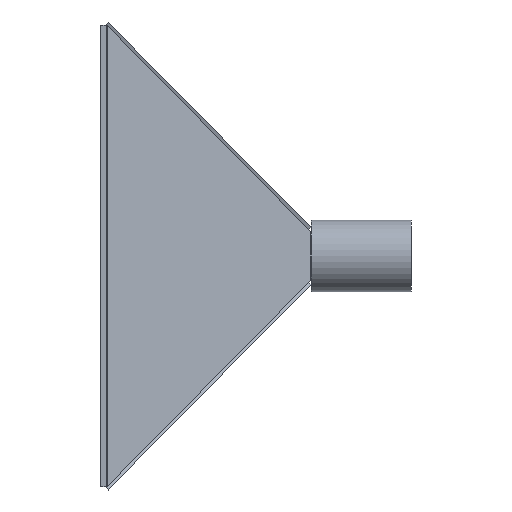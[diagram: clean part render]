
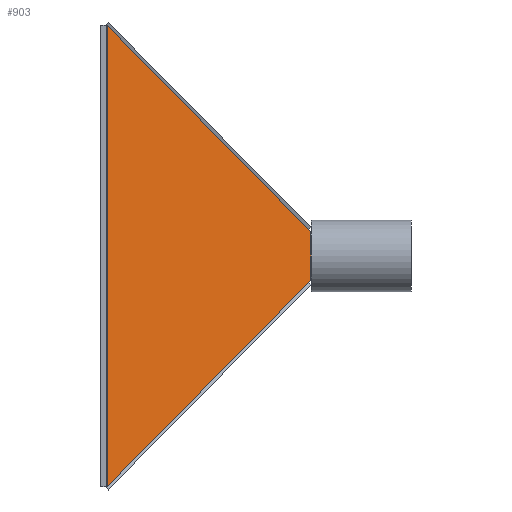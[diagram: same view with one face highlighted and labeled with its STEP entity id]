
A CAD part, left-side view. The second image highlights one B-rep face of the part: STEP entity #903.
In plain terms, the highlighted face is planar.
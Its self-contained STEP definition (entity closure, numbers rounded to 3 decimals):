
#90 = LINE ( 'NONE', #91, #92 ) ;
#91 = CARTESIAN_POINT ( 'NONE',  ( -59.779, -71.242, -80.5 ) ) ;
#92 = VECTOR ( 'NONE', #93, 1000. ) ;
#93 = DIRECTION ( 'NONE',  ( 0., 0., -1. ) ) ;
#94 = LINE ( 'NONE', #95, #96 ) ;
#95 = CARTESIAN_POINT ( 'NONE',  ( -0.083, -0.099, -80.666 ) ) ;
#96 = VECTOR ( 'NONE', #97, 1000. ) ;
#97 = DIRECTION ( 'NONE',  ( 0.508, 0.605, -0.614 ) ) ;
#128 = EDGE_CURVE ( 'NONE', #818, #844, #94, .T. ) ;
#157 = LINE ( 'NONE', #158, #159 ) ;
#158 = CARTESIAN_POINT ( 'NONE',  ( -50.224, -59.855, 20.051 ) ) ;
#159 = VECTOR ( 'NONE', #160, 1000. ) ;
#160 = DIRECTION ( 'NONE',  ( -0.508, -0.605, -0.614 ) ) ;
#213 = FACE_OUTER_BOUND ( 'NONE', #815, .T. ) ;
#214 = PLANE ( 'NONE',  #215 ) ;
#215 = AXIS2_PLACEMENT_3D ( 'NONE', #216, #217, #219 ) ;
#216 = CARTESIAN_POINT ( 'NONE',  ( 0., 0., -80.5 ) ) ;
#217 = DIRECTION ( 'NONE',  ( -0.766, 0.643, 0. ) ) ;
#219 = DIRECTION ( 'NONE',  ( -0.643, -0.766, 0. ) ) ;
#266 = CARTESIAN_POINT ( 'NONE',  ( -59.779, -71.242, 8.5 ) ) ;
#385 = CARTESIAN_POINT ( 'NONE',  ( -0.221, -0.263, 80.5 ) ) ;
#402 = CARTESIAN_POINT ( 'NONE',  ( -59.779, -71.242, -8.5 ) ) ;
#494 = CARTESIAN_POINT ( 'NONE',  ( -0.221, -0.263, -80.5 ) ) ;
#507 = LINE ( 'NONE', #509, #510 ) ;
#509 = CARTESIAN_POINT ( 'NONE',  ( -0.221, -0.263, 80.5 ) ) ;
#510 = VECTOR ( 'NONE', #511, 1000. ) ;
#511 = DIRECTION ( 'NONE',  ( 0., 0., -1. ) ) ;
#558 = ORIENTED_EDGE ( 'NONE', *, *, #934, .F. ) ;
#733 = ORIENTED_EDGE ( 'NONE', *, *, #769, .T. ) ;
#758 = EDGE_CURVE ( 'NONE', #792, #818, #90, .T. ) ;
#769 = EDGE_CURVE ( 'NONE', #922, #792, #157, .T. ) ;
#792 = VERTEX_POINT ( 'NONE', #266 ) ;
#815 = EDGE_LOOP ( 'NONE', ( #948, #859, #558, #733 ) ) ;
#818 = VERTEX_POINT ( 'NONE', #402 ) ;
#844 = VERTEX_POINT ( 'NONE', #494 ) ;
#859 = ORIENTED_EDGE ( 'NONE', *, *, #128, .T. ) ;
#903 = ADVANCED_FACE ( 'NONE', ( #213 ), #214, .F. ) ;
#922 = VERTEX_POINT ( 'NONE', #385 ) ;
#934 = EDGE_CURVE ( 'NONE', #922, #844, #507, .T. ) ;
#948 = ORIENTED_EDGE ( 'NONE', *, *, #758, .T. ) ;
